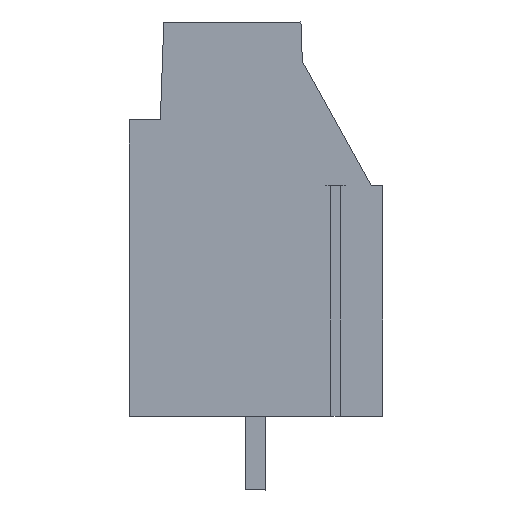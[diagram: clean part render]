
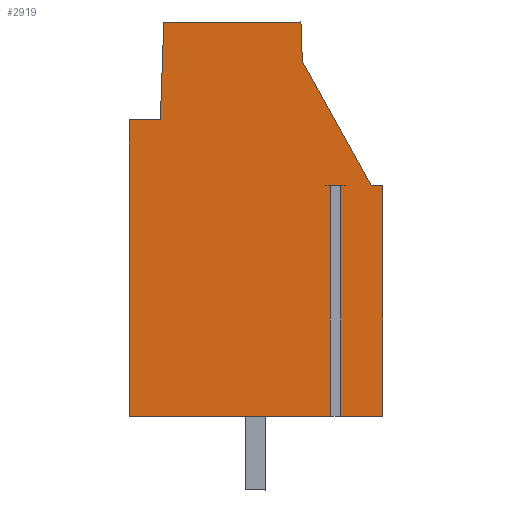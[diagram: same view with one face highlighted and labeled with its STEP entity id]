
A CAD part, left-side view. The second image highlights one B-rep face of the part: STEP entity #2919.
In plain terms, the highlighted planar face has unit normal (-1, 0, 0).
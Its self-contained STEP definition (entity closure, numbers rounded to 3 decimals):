
#2829=AXIS2_PLACEMENT_3D('Plane Axis2P3D',#2826,#2827,#2828) ;
#891=CARTESIAN_POINT('Line Origine',(0.,6.638,3.2)) ;
#895=CARTESIAN_POINT('Vertex',(0.,11.,3.2)) ;
#897=CARTESIAN_POINT('Vertex',(0.,2.275,3.2)) ;
#974=CARTESIAN_POINT('Vertex',(0.,0.,3.2)) ;
#977=CARTESIAN_POINT('Line Origine',(0.,0.912,3.2)) ;
#981=CARTESIAN_POINT('Vertex',(0.,1.825,3.2)) ;
#2826=CARTESIAN_POINT('Axis2P3D Location',(0.,11.,0.)) ;
#2831=CARTESIAN_POINT('Line Origine',(0.,0.,8.2)) ;
#2835=CARTESIAN_POINT('Vertex',(0.,0.,13.2)) ;
#2838=CARTESIAN_POINT('Line Origine',(0.,0.25,13.2)) ;
#2842=CARTESIAN_POINT('Vertex',(0.,0.5,13.2)) ;
#2845=CARTESIAN_POINT('Line Origine',(0.,1.995,15.896)) ;
#2849=CARTESIAN_POINT('Vertex',(0.,3.49,18.592)) ;
#2852=CARTESIAN_POINT('Line Origine',(0.,3.52,19.446)) ;
#2856=CARTESIAN_POINT('Vertex',(0.,3.55,20.3)) ;
#2859=CARTESIAN_POINT('Line Origine',(0.,6.525,20.3)) ;
#2863=CARTESIAN_POINT('Vertex',(0.,9.5,20.3)) ;
#2866=CARTESIAN_POINT('Line Origine',(0.,9.574,18.175)) ;
#2870=CARTESIAN_POINT('Vertex',(0.,9.648,16.05)) ;
#2873=CARTESIAN_POINT('Line Origine',(0.,10.324,16.05)) ;
#2877=CARTESIAN_POINT('Vertex',(0.,11.,16.05)) ;
#2880=CARTESIAN_POINT('Line Origine',(0.,11.,9.625)) ;
#2885=CARTESIAN_POINT('Line Origine',(0.,2.275,8.2)) ;
#2889=CARTESIAN_POINT('Vertex',(0.,2.275,13.2)) ;
#2892=CARTESIAN_POINT('Line Origine',(0.,2.05,13.2)) ;
#2896=CARTESIAN_POINT('Vertex',(0.,1.825,13.2)) ;
#2899=CARTESIAN_POINT('Line Origine',(0.,1.825,8.2)) ;
#892=DIRECTION('Vector Direction',(0.,1.,0.)) ;
#978=DIRECTION('Vector Direction',(0.,1.,0.)) ;
#2827=DIRECTION('Axis2P3D Direction',(-1.,0.,0.)) ;
#2828=DIRECTION('Axis2P3D XDirection',(0.,-1.,0.)) ;
#2832=DIRECTION('Vector Direction',(0.,0.,-1.)) ;
#2839=DIRECTION('Vector Direction',(0.,-1.,0.)) ;
#2846=DIRECTION('Vector Direction',(0.,-0.485,-0.875)) ;
#2853=DIRECTION('Vector Direction',(0.,0.035,0.999)) ;
#2860=DIRECTION('Vector Direction',(0.,-1.,0.)) ;
#2867=DIRECTION('Vector Direction',(0.,0.035,-0.999)) ;
#2874=DIRECTION('Vector Direction',(0.,-1.,0.)) ;
#2881=DIRECTION('Vector Direction',(0.,0.,1.)) ;
#2886=DIRECTION('Vector Direction',(0.,0.,1.)) ;
#2893=DIRECTION('Vector Direction',(0.,-1.,0.)) ;
#2900=DIRECTION('Vector Direction',(0.,0.,1.)) ;
#893=VECTOR('Line Direction',#892,1.) ;
#979=VECTOR('Line Direction',#978,1.) ;
#2833=VECTOR('Line Direction',#2832,1.) ;
#2840=VECTOR('Line Direction',#2839,1.) ;
#2847=VECTOR('Line Direction',#2846,1.) ;
#2854=VECTOR('Line Direction',#2853,1.) ;
#2861=VECTOR('Line Direction',#2860,1.) ;
#2868=VECTOR('Line Direction',#2867,1.) ;
#2875=VECTOR('Line Direction',#2874,1.) ;
#2882=VECTOR('Line Direction',#2881,1.) ;
#2887=VECTOR('Line Direction',#2886,1.) ;
#2894=VECTOR('Line Direction',#2893,1.) ;
#2901=VECTOR('Line Direction',#2900,1.) ;
#2905=ORIENTED_EDGE('',*,*,#983,.T.) ;
#2906=ORIENTED_EDGE('',*,*,#2837,.T.) ;
#2907=ORIENTED_EDGE('',*,*,#2844,.T.) ;
#2908=ORIENTED_EDGE('',*,*,#2851,.T.) ;
#2909=ORIENTED_EDGE('',*,*,#2858,.T.) ;
#2910=ORIENTED_EDGE('',*,*,#2865,.T.) ;
#2911=ORIENTED_EDGE('',*,*,#2872,.T.) ;
#2912=ORIENTED_EDGE('',*,*,#2879,.T.) ;
#2913=ORIENTED_EDGE('',*,*,#2884,.T.) ;
#2914=ORIENTED_EDGE('',*,*,#899,.T.) ;
#2915=ORIENTED_EDGE('',*,*,#2891,.T.) ;
#2916=ORIENTED_EDGE('',*,*,#2898,.F.) ;
#2917=ORIENTED_EDGE('',*,*,#2903,.F.) ;
#2919=ADVANCED_FACE('KLSC M3x6.3.1',(#2918),#2830,.T.) ;
#899=EDGE_CURVE('',#896,#898,#894,.F.) ;
#983=EDGE_CURVE('',#982,#975,#980,.F.) ;
#2837=EDGE_CURVE('',#975,#2836,#2834,.F.) ;
#2844=EDGE_CURVE('',#2836,#2843,#2841,.F.) ;
#2851=EDGE_CURVE('',#2843,#2850,#2848,.F.) ;
#2858=EDGE_CURVE('',#2850,#2857,#2855,.T.) ;
#2865=EDGE_CURVE('',#2857,#2864,#2862,.F.) ;
#2872=EDGE_CURVE('',#2864,#2871,#2869,.T.) ;
#2879=EDGE_CURVE('',#2871,#2878,#2876,.F.) ;
#2884=EDGE_CURVE('',#2878,#896,#2883,.F.) ;
#2891=EDGE_CURVE('',#898,#2890,#2888,.T.) ;
#2898=EDGE_CURVE('',#2897,#2890,#2895,.F.) ;
#2903=EDGE_CURVE('',#982,#2897,#2902,.T.) ;
#2904=EDGE_LOOP('',(#2905,#2906,#2907,#2908,#2909,#2910,#2911,#2912,#2913,#2914,#2915,#2916,#2917)) ;
#2918=FACE_OUTER_BOUND('',#2904,.T.) ;
#894=LINE('Line',#891,#893) ;
#980=LINE('Line',#977,#979) ;
#2834=LINE('Line',#2831,#2833) ;
#2841=LINE('Line',#2838,#2840) ;
#2848=LINE('Line',#2845,#2847) ;
#2855=LINE('Line',#2852,#2854) ;
#2862=LINE('Line',#2859,#2861) ;
#2869=LINE('Line',#2866,#2868) ;
#2876=LINE('Line',#2873,#2875) ;
#2883=LINE('Line',#2880,#2882) ;
#2888=LINE('Line',#2885,#2887) ;
#2895=LINE('Line',#2892,#2894) ;
#2902=LINE('Line',#2899,#2901) ;
#2830=PLANE('',#2829) ;
#896=VERTEX_POINT('',#895) ;
#898=VERTEX_POINT('',#897) ;
#975=VERTEX_POINT('',#974) ;
#982=VERTEX_POINT('',#981) ;
#2836=VERTEX_POINT('',#2835) ;
#2843=VERTEX_POINT('',#2842) ;
#2850=VERTEX_POINT('',#2849) ;
#2857=VERTEX_POINT('',#2856) ;
#2864=VERTEX_POINT('',#2863) ;
#2871=VERTEX_POINT('',#2870) ;
#2878=VERTEX_POINT('',#2877) ;
#2890=VERTEX_POINT('',#2889) ;
#2897=VERTEX_POINT('',#2896) ;
